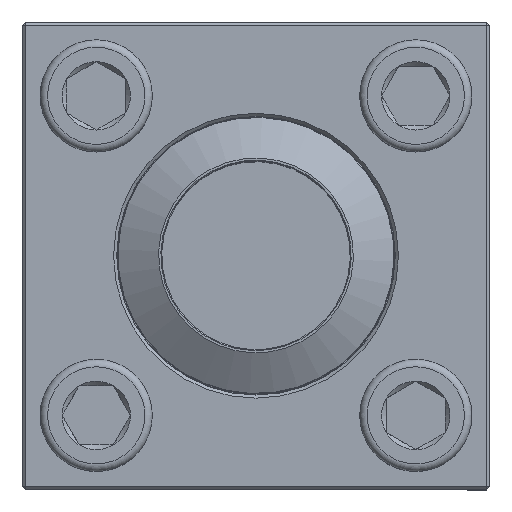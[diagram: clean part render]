
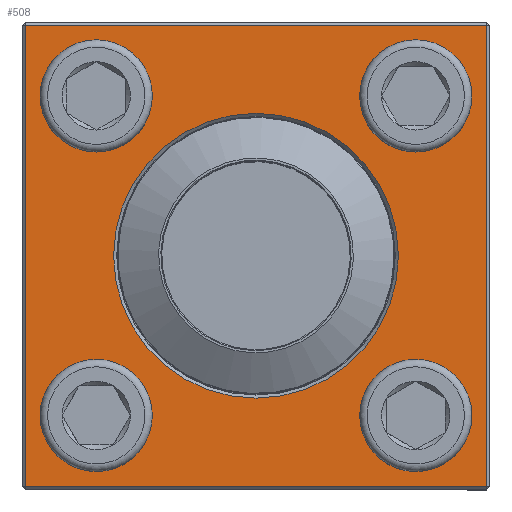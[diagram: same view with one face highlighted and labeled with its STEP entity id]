
A CAD part, top view. The second image highlights one B-rep face of the part: STEP entity #508.
In plain terms, the highlighted planar face has unit normal (0, 0, 1).
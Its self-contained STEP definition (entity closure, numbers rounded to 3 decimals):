
#303=FACE_BOUND('',#735,.T.);
#304=FACE_BOUND('',#736,.T.);
#305=FACE_BOUND('',#737,.T.);
#306=FACE_BOUND('',#738,.T.);
#307=FACE_BOUND('',#739,.T.);
#308=FACE_BOUND('',#740,.T.);
#426=CIRCLE('',#1691,45.7);
#427=CIRCLE('',#1692,13.);
#428=CIRCLE('',#1693,13.);
#429=CIRCLE('',#1694,13.);
#430=CIRCLE('',#1695,13.);
#508=ADVANCED_FACE('',(#303,#304,#305,#306,#307,#308),#624,.F.);
#624=PLANE('',#1696);
#735=EDGE_LOOP('',(#927));
#736=EDGE_LOOP('',(#928,#929,#930,#931));
#737=EDGE_LOOP('',(#932));
#738=EDGE_LOOP('',(#933));
#739=EDGE_LOOP('',(#934));
#740=EDGE_LOOP('',(#935));
#927=ORIENTED_EDGE('',*,*,#1396,.T.);
#928=ORIENTED_EDGE('',*,*,#1397,.T.);
#929=ORIENTED_EDGE('',*,*,#1398,.T.);
#930=ORIENTED_EDGE('',*,*,#1399,.T.);
#931=ORIENTED_EDGE('',*,*,#1400,.T.);
#932=ORIENTED_EDGE('',*,*,#1401,.T.);
#933=ORIENTED_EDGE('',*,*,#1402,.T.);
#934=ORIENTED_EDGE('',*,*,#1403,.T.);
#935=ORIENTED_EDGE('',*,*,#1404,.T.);
#1275=VERTEX_POINT('',#2414);
#1276=VERTEX_POINT('',#2416);
#1277=VERTEX_POINT('',#2417);
#1278=VERTEX_POINT('',#2419);
#1279=VERTEX_POINT('',#2421);
#1280=VERTEX_POINT('',#2424);
#1281=VERTEX_POINT('',#2426);
#1282=VERTEX_POINT('',#2428);
#1283=VERTEX_POINT('',#2430);
#1396=EDGE_CURVE('',#1275,#1275,#426,.T.);
#1397=EDGE_CURVE('',#1276,#1277,#1570,.T.);
#1398=EDGE_CURVE('',#1277,#1278,#1571,.T.);
#1399=EDGE_CURVE('',#1278,#1279,#1572,.T.);
#1400=EDGE_CURVE('',#1279,#1276,#1573,.T.);
#1401=EDGE_CURVE('',#1280,#1280,#427,.T.);
#1402=EDGE_CURVE('',#1281,#1281,#428,.T.);
#1403=EDGE_CURVE('',#1282,#1282,#429,.T.);
#1404=EDGE_CURVE('',#1283,#1283,#430,.T.);
#1570=LINE('',#2415,#1636);
#1571=LINE('',#2418,#1637);
#1572=LINE('',#2420,#1638);
#1573=LINE('',#2422,#1639);
#1636=VECTOR('',#1922,1.);
#1637=VECTOR('',#1923,1.);
#1638=VECTOR('',#1924,1.);
#1639=VECTOR('',#1925,1.);
#1691=AXIS2_PLACEMENT_3D('',#2413,#1920,#1921);
#1692=AXIS2_PLACEMENT_3D('',#2423,#1926,#1927);
#1693=AXIS2_PLACEMENT_3D('',#2425,#1928,#1929);
#1694=AXIS2_PLACEMENT_3D('',#2427,#1930,#1931);
#1695=AXIS2_PLACEMENT_3D('',#2429,#1932,#1933);
#1696=AXIS2_PLACEMENT_3D('',#2431,#1934,#1935);
#1920=DIRECTION('',(0.,0.,-1.));
#1921=DIRECTION('',(-1.,0.,0.));
#1922=DIRECTION('',(-1.,0.,0.));
#1923=DIRECTION('',(0.,-1.,0.));
#1924=DIRECTION('',(1.,0.,0.));
#1925=DIRECTION('',(0.,1.,0.));
#1926=DIRECTION('',(0.,0.,-1.));
#1927=DIRECTION('',(-1.,0.,0.));
#1928=DIRECTION('',(0.,0.,-1.));
#1929=DIRECTION('',(-1.,0.,0.));
#1930=DIRECTION('',(0.,0.,-1.));
#1931=DIRECTION('',(-1.,0.,0.));
#1932=DIRECTION('',(0.,0.,-1.));
#1933=DIRECTION('',(-1.,0.,0.));
#1934=DIRECTION('',(0.,0.,-1.));
#1935=DIRECTION('',(-1.,0.,0.));
#2413=CARTESIAN_POINT('',(0.,0.,48.));
#2414=CARTESIAN_POINT('',(-45.7,0.,48.));
#2415=CARTESIAN_POINT('',(-75.,74.,48.));
#2416=CARTESIAN_POINT('',(74.,74.,48.));
#2417=CARTESIAN_POINT('',(-74.,74.,48.));
#2418=CARTESIAN_POINT('',(-74.,-75.,48.));
#2419=CARTESIAN_POINT('',(-74.,-74.,48.));
#2420=CARTESIAN_POINT('',(75.,-74.,48.));
#2421=CARTESIAN_POINT('',(74.,-74.,48.));
#2422=CARTESIAN_POINT('',(74.,75.,48.));
#2423=CARTESIAN_POINT('',(-51.265,-51.265,48.));
#2424=CARTESIAN_POINT('',(-64.265,-51.265,48.));
#2425=CARTESIAN_POINT('',(-51.265,51.265,48.));
#2426=CARTESIAN_POINT('',(-64.265,51.265,48.));
#2427=CARTESIAN_POINT('',(51.265,51.265,48.));
#2428=CARTESIAN_POINT('',(38.265,51.265,48.));
#2429=CARTESIAN_POINT('',(51.265,-51.265,48.));
#2430=CARTESIAN_POINT('',(38.265,-51.265,48.));
#2431=CARTESIAN_POINT('',(0.,0.,48.));
